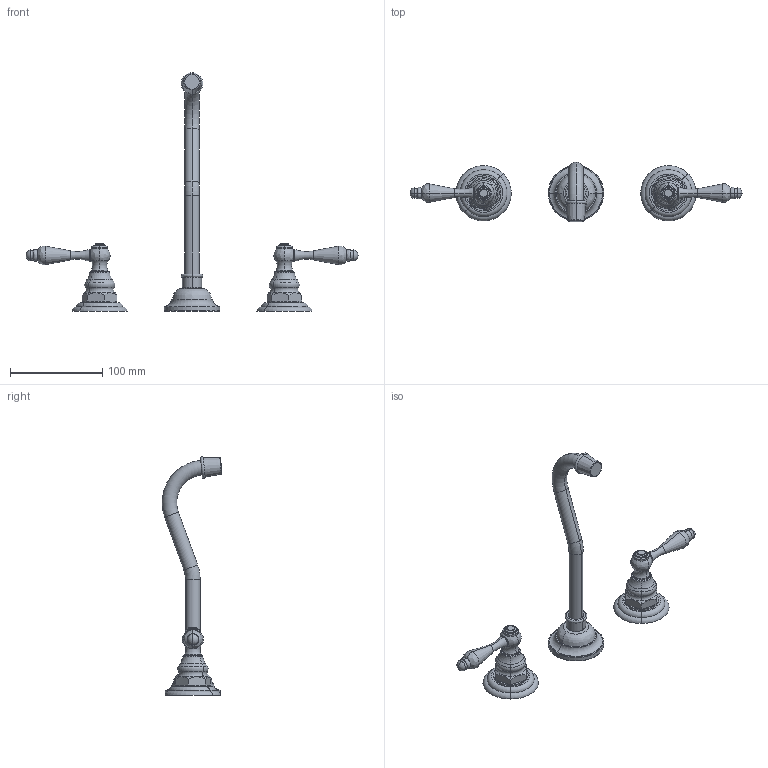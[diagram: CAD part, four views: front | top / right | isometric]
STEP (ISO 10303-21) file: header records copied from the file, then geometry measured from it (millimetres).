
FILE_DESCRIPTION((''),'2;1');
FILE_NAME('3-944L_','2020-11-25T08:50:46',('rsmith'),(''),'CREO PARAMETRIC BY PTC INC, 2018400','CREO PARAMETRIC BY PTC INC, 2018400','');
FILE_SCHEMA(('AUTOMOTIVE_DESIGN { 1 0 10303 214 1 1 1 1 }'));
Length unit declared in the file: inch
Products named in the file (1): 3-944L_
Bounding box: 359.36 x 64.77 x 258.39 mm (x, y, z)
Volume: 228702.7 mm3; surface area: 51091.9 mm2
Topology: 3 solids, 3 shells, 197 faces, 404 edges, 226 vertices
Faces by surface type: plane 61, torus 60, cylinder 34, cone 24, bspline 14, sphere 4
Entity records: 7861 total; most frequent: CARTESIAN_POINT 1669, DIRECTION 1016, ORIENTED_EDGE 800, PRESENTATION_STYLE_ASSIGNMENT 481, AXIS2_PLACEMENT_3D 455, STYLED_ITEM 403, CURVE_STYLE 400, EDGE_CURVE 400
